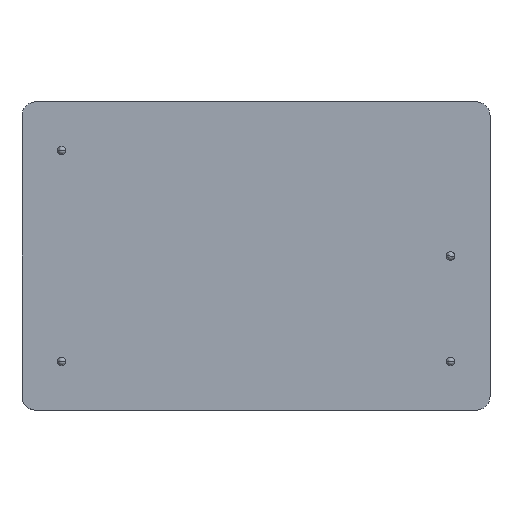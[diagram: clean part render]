
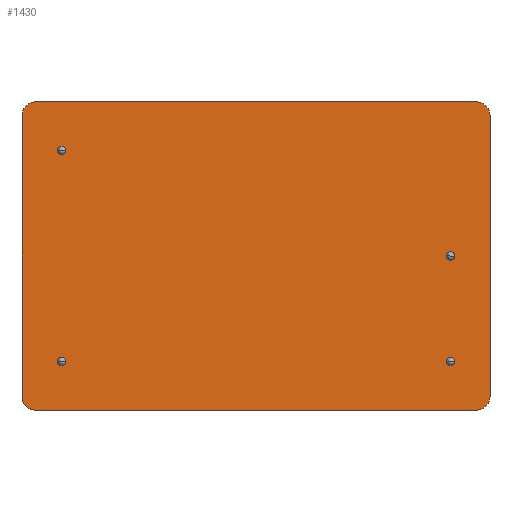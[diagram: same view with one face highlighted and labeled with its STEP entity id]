
A CAD part, front view. The second image highlights one B-rep face of the part: STEP entity #1430.
In plain terms, the highlighted planar face has unit normal (0, -1, 0).
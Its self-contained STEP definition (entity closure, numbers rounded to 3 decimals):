
#10 = DIRECTION ( 'NONE',  ( 0., 0., 1. ) ) ;
#13 = DIRECTION ( 'NONE',  ( 0., 0., -1. ) ) ;
#15 = EDGE_LOOP ( 'NONE', ( #1020, #801, #115, #435, #744, #400, #351, #563 ) ) ;
#52 = EDGE_CURVE ( 'NONE', #499, #1078, #1464, .T. ) ;
#54 = VECTOR ( 'NONE', #77, 1000. ) ;
#56 = CARTESIAN_POINT ( 'NONE',  ( 16.85, 0., 10.1 ) ) ;
#60 = CIRCLE ( 'NONE', #1409, 0.3 ) ;
#70 = PLANE ( 'NONE',  #79 ) ;
#77 = DIRECTION ( 'NONE',  ( -1., 0., 0. ) ) ;
#79 = AXIS2_PLACEMENT_3D ( 'NONE', #384, #269, #10 ) ;
#85 = FACE_BOUND ( 'NONE', #1266, .T. ) ;
#87 = CARTESIAN_POINT ( 'NONE',  ( -14., 0., 7.6 ) ) ;
#106 = CIRCLE ( 'NONE', #458, 1. ) ;
#115 = ORIENTED_EDGE ( 'NONE', *, *, #1574, .F. ) ;
#120 = CARTESIAN_POINT ( 'NONE',  ( -16.85, 0., -10.1 ) ) ;
#125 = VERTEX_POINT ( 'NONE', #955 ) ;
#141 = EDGE_LOOP ( 'NONE', ( #1536, #1370 ) ) ;
#153 = CARTESIAN_POINT ( 'NONE',  ( -15.85, 0., 11.1 ) ) ;
#163 = EDGE_CURVE ( 'NONE', #1231, #1362, #60, .T. ) ;
#179 = DIRECTION ( 'NONE',  ( 0., 0., -1. ) ) ;
#184 = DIRECTION ( 'NONE',  ( 0., -1., 0. ) ) ;
#185 = DIRECTION ( 'NONE',  ( 0., 0., -1. ) ) ;
#187 = ORIENTED_EDGE ( 'NONE', *, *, #851, .F. ) ;
#193 = CIRCLE ( 'NONE', #1004, 0.3 ) ;
#197 = CARTESIAN_POINT ( 'NONE',  ( 16.85, 0., -10.1 ) ) ;
#209 = AXIS2_PLACEMENT_3D ( 'NONE', #965, #184, #1489 ) ;
#229 = AXIS2_PLACEMENT_3D ( 'NONE', #622, #1664, #468 ) ;
#238 = CIRCLE ( 'NONE', #1304, 0.3 ) ;
#269 = DIRECTION ( 'NONE',  ( 0., 1., 0. ) ) ;
#277 = VERTEX_POINT ( 'NONE', #516 ) ;
#308 = CARTESIAN_POINT ( 'NONE',  ( 14., 0., 0. ) ) ;
#351 = ORIENTED_EDGE ( 'NONE', *, *, #1375, .F. ) ;
#365 = DIRECTION ( 'NONE',  ( 0., 0., -1. ) ) ;
#384 = CARTESIAN_POINT ( 'NONE',  ( 0., 0., 0. ) ) ;
#387 = CARTESIAN_POINT ( 'NONE',  ( 14., 0., -7.9 ) ) ;
#389 = CARTESIAN_POINT ( 'NONE',  ( 15.85, 0., 10.1 ) ) ;
#399 = AXIS2_PLACEMENT_3D ( 'NONE', #798, #1350, #13 ) ;
#400 = ORIENTED_EDGE ( 'NONE', *, *, #1183, .F. ) ;
#409 = EDGE_CURVE ( 'NONE', #1078, #499, #238, .T. ) ;
#435 = ORIENTED_EDGE ( 'NONE', *, *, #536, .F. ) ;
#455 = VECTOR ( 'NONE', #895, 1000. ) ;
#458 = AXIS2_PLACEMENT_3D ( 'NONE', #389, #1217, #550 ) ;
#459 = FACE_BOUND ( 'NONE', #141, .T. ) ;
#468 = DIRECTION ( 'NONE',  ( 0., 0., -1. ) ) ;
#474 = EDGE_CURVE ( 'NONE', #575, #1571, #992, .T. ) ;
#489 = VERTEX_POINT ( 'NONE', #56 ) ;
#499 = VERTEX_POINT ( 'NONE', #1525 ) ;
#516 = CARTESIAN_POINT ( 'NONE',  ( -14., 0., 7.3 ) ) ;
#517 = CARTESIAN_POINT ( 'NONE',  ( -14., 0., -7.3 ) ) ;
#522 = CARTESIAN_POINT ( 'NONE',  ( -14., 0., 7.9 ) ) ;
#527 = CARTESIAN_POINT ( 'NONE',  ( 15.85, 0., 11.1 ) ) ;
#528 = CIRCLE ( 'NONE', #1491, 0.3 ) ;
#529 = DIRECTION ( 'NONE',  ( 0., -1., 0. ) ) ;
#536 = EDGE_CURVE ( 'NONE', #489, #1406, #1492, .T. ) ;
#540 = CARTESIAN_POINT ( 'NONE',  ( -14., 0., -7.6 ) ) ;
#550 = DIRECTION ( 'NONE',  ( 0., 0., -1. ) ) ;
#563 = ORIENTED_EDGE ( 'NONE', *, *, #474, .F. ) ;
#575 = VERTEX_POINT ( 'NONE', #120 ) ;
#609 = CARTESIAN_POINT ( 'NONE',  ( 14., 0., -7.6 ) ) ;
#621 = EDGE_CURVE ( 'NONE', #277, #989, #193, .T. ) ;
#622 = CARTESIAN_POINT ( 'NONE',  ( -15.85, 0., 10.1 ) ) ;
#636 = LINE ( 'NONE', #797, #455 ) ;
#640 = ORIENTED_EDGE ( 'NONE', *, *, #163, .F. ) ;
#649 = CARTESIAN_POINT ( 'NONE',  ( -16.85, 0., 10.1 ) ) ;
#725 = CARTESIAN_POINT ( 'NONE',  ( 15.85, 0., -11.1 ) ) ;
#730 = DIRECTION ( 'NONE',  ( 0., -1., 0. ) ) ;
#744 = ORIENTED_EDGE ( 'NONE', *, *, #1613, .F. ) ;
#786 = CARTESIAN_POINT ( 'NONE',  ( 14., 0., 0. ) ) ;
#794 = ORIENTED_EDGE ( 'NONE', *, *, #52, .F. ) ;
#797 = CARTESIAN_POINT ( 'NONE',  ( 0., 0., 11.1 ) ) ;
#798 = CARTESIAN_POINT ( 'NONE',  ( 15.85, 0., -10.1 ) ) ;
#801 = ORIENTED_EDGE ( 'NONE', *, *, #1345, .F. ) ;
#820 = CIRCLE ( 'NONE', #209, 0.3 ) ;
#851 = EDGE_CURVE ( 'NONE', #989, #277, #820, .T. ) ;
#854 = CARTESIAN_POINT ( 'NONE',  ( 16.85, 0., 0. ) ) ;
#859 = CIRCLE ( 'NONE', #1213, 0.3 ) ;
#862 = DIRECTION ( 'NONE',  ( 0., 0., -1. ) ) ;
#884 = DIRECTION ( 'NONE',  ( 0., 1., 0. ) ) ;
#892 = FACE_OUTER_BOUND ( 'NONE', #15, .T. ) ;
#895 = DIRECTION ( 'NONE',  ( 1., 0., 0. ) ) ;
#909 = CIRCLE ( 'NONE', #229, 1. ) ;
#917 = EDGE_LOOP ( 'NONE', ( #640, #1380 ) ) ;
#923 = EDGE_CURVE ( 'NONE', #125, #1193, #528, .T. ) ;
#925 = VERTEX_POINT ( 'NONE', #725 ) ;
#930 = VERTEX_POINT ( 'NONE', #1107 ) ;
#946 = EDGE_CURVE ( 'NONE', #930, #575, #966, .T. ) ;
#955 = CARTESIAN_POINT ( 'NONE',  ( -14., 0., -7.9 ) ) ;
#965 = CARTESIAN_POINT ( 'NONE',  ( -14., 0., 7.6 ) ) ;
#966 = CIRCLE ( 'NONE', #1502, 1. ) ;
#979 = VECTOR ( 'NONE', #185, 1000. ) ;
#989 = VERTEX_POINT ( 'NONE', #522 ) ;
#992 = LINE ( 'NONE', #1108, #1650 ) ;
#995 = DIRECTION ( 'NONE',  ( 0., 0., -1. ) ) ;
#996 = DIRECTION ( 'NONE',  ( 0., -1., 0. ) ) ;
#998 = DIRECTION ( 'NONE',  ( 0., -1., 0. ) ) ;
#1004 = AXIS2_PLACEMENT_3D ( 'NONE', #87, #1685, #1022 ) ;
#1020 = ORIENTED_EDGE ( 'NONE', *, *, #946, .F. ) ;
#1021 = CARTESIAN_POINT ( 'NONE',  ( 14., 0., -7.3 ) ) ;
#1022 = DIRECTION ( 'NONE',  ( 0., 0., -1. ) ) ;
#1039 = CARTESIAN_POINT ( 'NONE',  ( -15.85, 0., -10.1 ) ) ;
#1078 = VERTEX_POINT ( 'NONE', #1391 ) ;
#1084 = EDGE_CURVE ( 'NONE', #1362, #1231, #1612, .T. ) ;
#1086 = AXIS2_PLACEMENT_3D ( 'NONE', #786, #1303, #1312 ) ;
#1107 = CARTESIAN_POINT ( 'NONE',  ( -15.85, 0., -11.1 ) ) ;
#1108 = CARTESIAN_POINT ( 'NONE',  ( -16.85, 0., 0. ) ) ;
#1120 = CARTESIAN_POINT ( 'NONE',  ( 14., 0., -7.6 ) ) ;
#1145 = FACE_BOUND ( 'NONE', #1605, .T. ) ;
#1164 = VERTEX_POINT ( 'NONE', #527 ) ;
#1182 = DIRECTION ( 'NONE',  ( 0., 0., -1. ) ) ;
#1183 = EDGE_CURVE ( 'NONE', #1586, #1164, #636, .T. ) ;
#1193 = VERTEX_POINT ( 'NONE', #517 ) ;
#1213 = AXIS2_PLACEMENT_3D ( 'NONE', #540, #529, #1182 ) ;
#1217 = DIRECTION ( 'NONE',  ( 0., 1., 0. ) ) ;
#1231 = VERTEX_POINT ( 'NONE', #387 ) ;
#1232 = DIRECTION ( 'NONE',  ( 0., -1., 0. ) ) ;
#1266 = EDGE_LOOP ( 'NONE', ( #1620, #187 ) ) ;
#1303 = DIRECTION ( 'NONE',  ( 0., -1., 0. ) ) ;
#1304 = AXIS2_PLACEMENT_3D ( 'NONE', #308, #1232, #1617 ) ;
#1312 = DIRECTION ( 'NONE',  ( 0., 0., -1. ) ) ;
#1345 = EDGE_CURVE ( 'NONE', #925, #930, #1524, .T. ) ;
#1350 = DIRECTION ( 'NONE',  ( 0., 1., 0. ) ) ;
#1362 = VERTEX_POINT ( 'NONE', #1021 ) ;
#1370 = ORIENTED_EDGE ( 'NONE', *, *, #1581, .F. ) ;
#1371 = DIRECTION ( 'NONE',  ( 0., 0., 1. ) ) ;
#1375 = EDGE_CURVE ( 'NONE', #1571, #1586, #909, .T. ) ;
#1378 = CIRCLE ( 'NONE', #399, 1. ) ;
#1380 = ORIENTED_EDGE ( 'NONE', *, *, #1084, .F. ) ;
#1391 = CARTESIAN_POINT ( 'NONE',  ( 14., 0., 0.3 ) ) ;
#1406 = VERTEX_POINT ( 'NONE', #197 ) ;
#1409 = AXIS2_PLACEMENT_3D ( 'NONE', #609, #730, #995 ) ;
#1430 = ADVANCED_FACE ( 'NONE', ( #85, #1641, #1145, #459, #892 ), #70, .F. ) ;
#1464 = CIRCLE ( 'NONE', #1086, 0.3 ) ;
#1489 = DIRECTION ( 'NONE',  ( 0., 0., -1. ) ) ;
#1491 = AXIS2_PLACEMENT_3D ( 'NONE', #1623, #998, #862 ) ;
#1492 = LINE ( 'NONE', #854, #979 ) ;
#1502 = AXIS2_PLACEMENT_3D ( 'NONE', #1039, #884, #365 ) ;
#1503 = CARTESIAN_POINT ( 'NONE',  ( 0., 0., -11.1 ) ) ;
#1524 = LINE ( 'NONE', #1503, #54 ) ;
#1525 = CARTESIAN_POINT ( 'NONE',  ( 14., 0., -0.3 ) ) ;
#1536 = ORIENTED_EDGE ( 'NONE', *, *, #923, .F. ) ;
#1561 = AXIS2_PLACEMENT_3D ( 'NONE', #1120, #996, #179 ) ;
#1564 = ORIENTED_EDGE ( 'NONE', *, *, #409, .F. ) ;
#1571 = VERTEX_POINT ( 'NONE', #649 ) ;
#1574 = EDGE_CURVE ( 'NONE', #1406, #925, #1378, .T. ) ;
#1581 = EDGE_CURVE ( 'NONE', #1193, #125, #859, .T. ) ;
#1586 = VERTEX_POINT ( 'NONE', #153 ) ;
#1605 = EDGE_LOOP ( 'NONE', ( #794, #1564 ) ) ;
#1612 = CIRCLE ( 'NONE', #1561, 0.3 ) ;
#1613 = EDGE_CURVE ( 'NONE', #1164, #489, #106, .T. ) ;
#1617 = DIRECTION ( 'NONE',  ( 0., 0., -1. ) ) ;
#1620 = ORIENTED_EDGE ( 'NONE', *, *, #621, .F. ) ;
#1623 = CARTESIAN_POINT ( 'NONE',  ( -14., 0., -7.6 ) ) ;
#1641 = FACE_BOUND ( 'NONE', #917, .T. ) ;
#1650 = VECTOR ( 'NONE', #1371, 1000. ) ;
#1664 = DIRECTION ( 'NONE',  ( 0., 1., 0. ) ) ;
#1685 = DIRECTION ( 'NONE',  ( 0., -1., 0. ) ) ;
